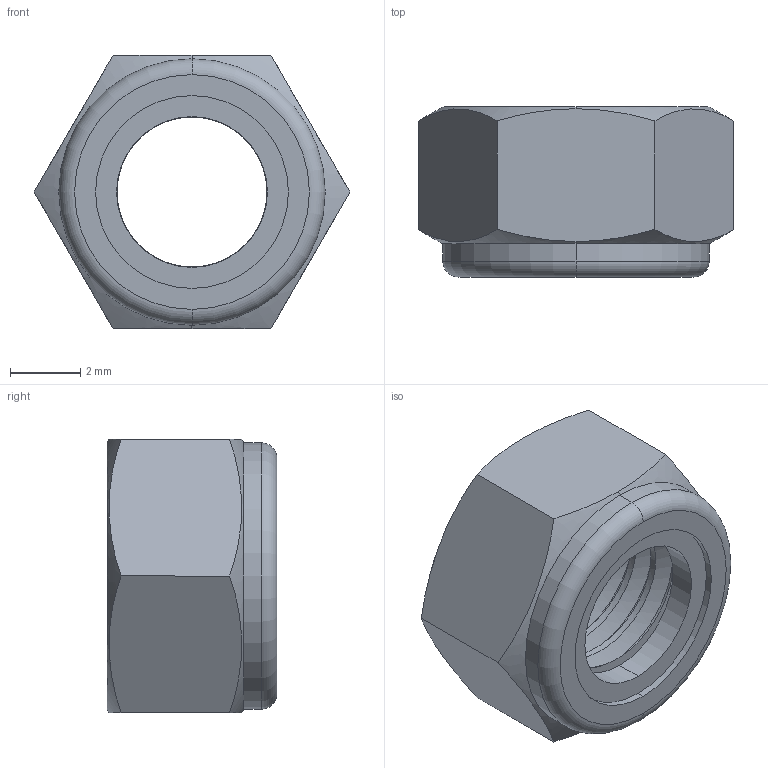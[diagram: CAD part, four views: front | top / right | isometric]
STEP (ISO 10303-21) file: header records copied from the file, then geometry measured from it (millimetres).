
FILE_DESCRIPTION (( 'STEP AP203' ), '1' );
FILE_NAME ('M5 Lock nut.STEP', '2020-12-15T12:25:40', ( '' ), ( '' ), 'SwSTEP 2.0', 'SolidWorks 2019', '' );
FILE_SCHEMA (( 'CONFIG_CONTROL_DESIGN' ));
Length unit declared in the file: millimetre
Products named in the file (1): M5 Lock nut
Bounding box: 9.01 x 4.85 x 7.8 mm (x, y, z)
Volume: 160.7 mm3; surface area: 305.4 mm2
Topology: 1 solids, 1 shells, 91 faces, 232 edges, 152 vertices
Faces by surface type: plane 44, bspline 20, cylinder 17, torus 6, cone 4
Entity records: 5410 total; most frequent: CARTESIAN_POINT 3322, ORIENTED_EDGE 464, DIRECTION 336, EDGE_CURVE 232, VERTEX_POINT 152, VECTOR 120, LINE 120, AXIS2_PLACEMENT_3D 108
